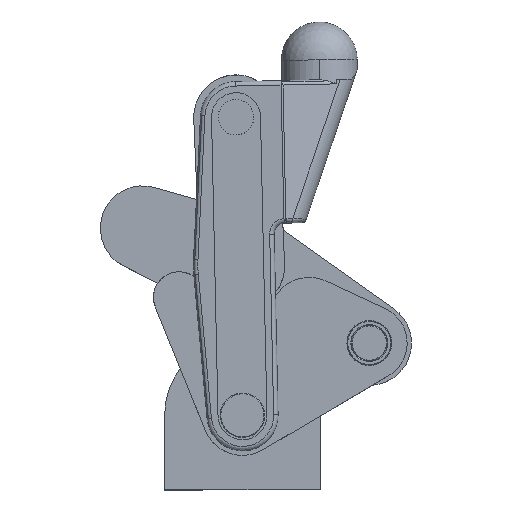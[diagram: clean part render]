
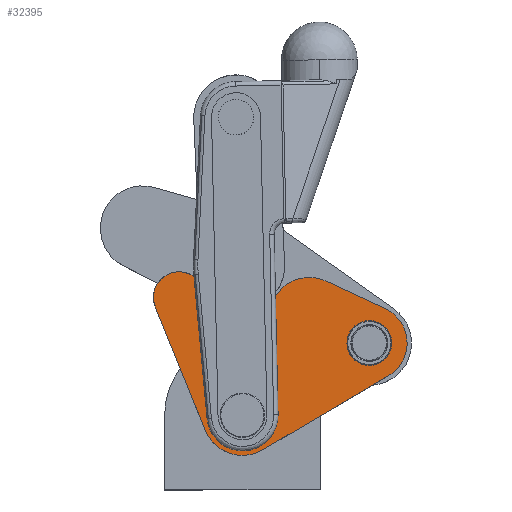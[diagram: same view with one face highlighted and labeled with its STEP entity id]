
A CAD part, top view. The second image highlights one B-rep face of the part: STEP entity #32395.
In plain terms, the highlighted planar face has unit normal (0, 0, 1).
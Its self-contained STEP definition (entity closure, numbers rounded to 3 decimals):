
#49=CARTESIAN_POINT('',(176.325,-23.719,98.095));
#50=VERTEX_POINT('',#49);
#59=CARTESIAN_POINT('',(171.947,-27.43,98.095));
#60=VERTEX_POINT('',#59);
#61=CARTESIAN_POINT('',(163.302,-12.792,98.095));
#62=DIRECTION('',(0.0,0.0,1.0));
#63=DIRECTION('',(0.766,-0.643,0.0));
#64=AXIS2_PLACEMENT_3D('',#61,#62,#63);
#65=CIRCLE('',#64,17.0);
#66=EDGE_CURVE('',#60,#50,#65,.T.);
#91=CARTESIAN_POINT('',(153.252,-12.792,98.095));
#92=VERTEX_POINT('',#91);
#101=CARTESIAN_POINT('',(173.352,-12.792,98.095));
#102=VERTEX_POINT('',#101);
#103=CARTESIAN_POINT('',(163.302,-12.792,98.095));
#104=DIRECTION('',(0.0,0.0,-1.0));
#105=DIRECTION('',(-1.0,0.0,0.0));
#106=AXIS2_PLACEMENT_3D('',#103,#104,#105);
#107=CIRCLE('',#106,10.05);
#108=EDGE_CURVE('',#102,#92,#107,.T.);
#27689=CARTESIAN_POINT('',(115.146,3.912,98.095));
#27690=VERTEX_POINT('',#27689);
#27691=CARTESIAN_POINT('',(121.236,4.044,98.095));
#27692=VERTEX_POINT('',#27691);
#27693=CARTESIAN_POINT('',(115.146,3.912,98.095));
#27694=DIRECTION('',(1.,0.022,0.0));
#27695=VECTOR('',#27694,6.091);
#27696=LINE('',#27693,#27695);
#27697=EDGE_CURVE('',#27690,#27692,#27696,.T.);
#27706=CARTESIAN_POINT('',(97.675,3.532,98.095));
#27707=VERTEX_POINT('',#27706);
#27714=CARTESIAN_POINT('',(85.779,3.274,98.095));
#27715=VERTEX_POINT('',#27714);
#27716=CARTESIAN_POINT('',(85.779,3.274,98.095));
#27717=DIRECTION('',(1.,0.022,0.0));
#27718=VECTOR('',#27717,11.899);
#27719=LINE('',#27716,#27718);
#27720=EDGE_CURVE('',#27715,#27707,#27719,.T.);
#31217=CARTESIAN_POINT('',(122.299,-44.945,98.095));
#31218=VERTEX_POINT('',#31217);
#31225=CARTESIAN_POINT('',(121.236,4.044,98.095));
#31226=DIRECTION('',(0.022,-1.,0.0));
#31227=VECTOR('',#31226,49.);
#31228=LINE('',#31225,#31227);
#31229=EDGE_CURVE('',#27692,#31218,#31228,.T.);
#31443=CARTESIAN_POINT('',(90.369,-46.754,98.095));
#31444=VERTEX_POINT('',#31443);
#31456=CARTESIAN_POINT('',(90.369,-46.754,98.095));
#31457=DIRECTION('',(-0.091,0.996,0.0));
#31458=VECTOR('',#31457,50.238);
#31459=LINE('',#31456,#31458);
#31460=EDGE_CURVE('',#31444,#27715,#31459,.T.);
#31515=CARTESIAN_POINT('',(106.302,-45.292,98.095));
#31516=DIRECTION('',(0.,0.,-1.));
#31517=DIRECTION('',(-1.,-0.022,0.));
#31518=AXIS2_PLACEMENT_3D('',#31515,#31516,#31517);
#31519=CIRCLE('',#31518,16.);
#31520=EDGE_CURVE('',#31218,#31444,#31519,.T.);
#32237=CARTESIAN_POINT('',(89.621,-52.055,98.095));
#32238=VERTEX_POINT('',#32237);
#32245=CARTESIAN_POINT('',(67.145,3.388,98.095));
#32246=VERTEX_POINT('',#32245);
#32247=CARTESIAN_POINT('',(67.145,3.388,98.095));
#32248=DIRECTION('',(0.376,-0.927,0.0));
#32249=VECTOR('',#32248,59.825);
#32250=LINE('',#32247,#32249);
#32251=EDGE_CURVE('',#32246,#32238,#32250,.T.);
#32277=CARTESIAN_POINT('',(115.455,-60.791,98.095));
#32278=VERTEX_POINT('',#32277);
#32285=CARTESIAN_POINT('',(106.302,-45.292,98.095));
#32286=DIRECTION('',(0.0,0.0,1.));
#32287=DIRECTION('',(-0.927,-0.376,0.0));
#32288=AXIS2_PLACEMENT_3D('',#32285,#32286,#32287);
#32289=CIRCLE('',#32288,18.0);
#32290=EDGE_CURVE('',#32238,#32278,#32289,.T.);
#32303=CARTESIAN_POINT('',(115.455,-60.791,98.095));
#32304=DIRECTION('',(0.861,0.509,0.0));
#32305=VECTOR('',#32304,65.607);
#32306=LINE('',#32303,#32305);
#32307=EDGE_CURVE('',#32278,#60,#32306,.T.);
#32320=CARTESIAN_POINT('',(112.696,-56.411,98.095));
#32321=DIRECTION('',(0.0,0.0,1.0));
#32322=DIRECTION('',(1.0,0.0,0.0));
#32323=AXIS2_PLACEMENT_3D('',#32320,#32321,#32322);
#32324=PLANE('',#32323);
#32325=ORIENTED_EDGE('',*,*,#27720,.T.);
#32326=CARTESIAN_POINT('',(88.104,12.819,98.095));
#32327=VERTEX_POINT('',#32326);
#32328=CARTESIAN_POINT('',(106.02,21.708,98.095));
#32329=DIRECTION('',(0.0,0.0,1.));
#32330=DIRECTION('',(-0.896,-0.444,0.0));
#32331=AXIS2_PLACEMENT_3D('',#32328,#32329,#32330);
#32332=CIRCLE('',#32331,20.);
#32333=EDGE_CURVE('',#32327,#27707,#32332,.T.);
#32334=ORIENTED_EDGE('',*,*,#32333,.F.);
#32335=CARTESIAN_POINT('',(77.802,7.708,98.095));
#32336=DIRECTION('',(0.0,0.0,-1.));
#32337=DIRECTION('',(-0.896,-0.444,0.0));
#32338=AXIS2_PLACEMENT_3D('',#32335,#32336,#32337);
#32339=CIRCLE('',#32338,11.5);
#32340=EDGE_CURVE('',#32246,#32327,#32339,.T.);
#32341=ORIENTED_EDGE('',*,*,#32340,.F.);
#32342=ORIENTED_EDGE('',*,*,#32251,.T.);
#32343=ORIENTED_EDGE('',*,*,#32290,.T.);
#32344=ORIENTED_EDGE('',*,*,#32307,.T.);
#32345=ORIENTED_EDGE('',*,*,#66,.T.);
#32346=CARTESIAN_POINT('',(170.487,2.615,98.095));
#32347=VERTEX_POINT('',#32346);
#32348=CARTESIAN_POINT('',(163.302,-12.792,98.095));
#32349=DIRECTION('',(0.0,0.0,1.0));
#32350=DIRECTION('',(0.766,-0.643,0.0));
#32351=AXIS2_PLACEMENT_3D('',#32348,#32349,#32350);
#32352=CIRCLE('',#32351,17.0);
#32353=EDGE_CURVE('',#50,#32347,#32352,.T.);
#32354=ORIENTED_EDGE('',*,*,#32353,.T.);
#32355=CARTESIAN_POINT('',(143.878,15.023,98.095));
#32356=VERTEX_POINT('',#32355);
#32357=CARTESIAN_POINT('',(143.878,15.023,98.095));
#32358=DIRECTION('',(0.906,-0.423,0.0));
#32359=VECTOR('',#32358,29.36);
#32360=LINE('',#32357,#32359);
#32361=EDGE_CURVE('',#32356,#32347,#32360,.T.);
#32362=ORIENTED_EDGE('',*,*,#32361,.F.);
#32363=CARTESIAN_POINT('',(121.942,9.604,98.095));
#32364=VERTEX_POINT('',#32363);
#32365=CARTESIAN_POINT('',(136.271,-1.29,98.095));
#32366=DIRECTION('',(0.0,0.0,-1.));
#32367=DIRECTION('',(-0.423,-0.906,0.0));
#32368=AXIS2_PLACEMENT_3D('',#32365,#32366,#32367);
#32369=CIRCLE('',#32368,18.);
#32370=EDGE_CURVE('',#32364,#32356,#32369,.T.);
#32371=ORIENTED_EDGE('',*,*,#32370,.F.);
#32372=CARTESIAN_POINT('',(106.02,21.708,98.095));
#32373=DIRECTION('',(0.0,0.0,1.));
#32374=DIRECTION('',(-0.896,-0.444,0.0));
#32375=AXIS2_PLACEMENT_3D('',#32372,#32373,#32374);
#32376=CIRCLE('',#32375,20.);
#32377=EDGE_CURVE('',#27690,#32364,#32376,.T.);
#32378=ORIENTED_EDGE('',*,*,#32377,.F.);
#32379=ORIENTED_EDGE('',*,*,#27697,.T.);
#32380=ORIENTED_EDGE('',*,*,#31229,.T.);
#32381=ORIENTED_EDGE('',*,*,#31520,.T.);
#32382=ORIENTED_EDGE('',*,*,#31460,.T.);
#32383=EDGE_LOOP('',(#32325,#32334,#32341,#32342,#32343,#32344,#32345,#32354,#32362,#32371,#32378,#32379,#32380,#32381,#32382));
#32384=FACE_OUTER_BOUND('',#32383,.T.);
#32385=ORIENTED_EDGE('',*,*,#108,.T.);
#32386=CARTESIAN_POINT('',(163.302,-12.792,98.095));
#32387=DIRECTION('',(0.0,0.0,-1.0));
#32388=DIRECTION('',(-1.0,0.0,0.0));
#32389=AXIS2_PLACEMENT_3D('',#32386,#32387,#32388);
#32390=CIRCLE('',#32389,10.05);
#32391=EDGE_CURVE('',#92,#102,#32390,.T.);
#32392=ORIENTED_EDGE('',*,*,#32391,.T.);
#32393=EDGE_LOOP('',(#32385,#32392));
#32394=FACE_BOUND('',#32393,.T.);
#32395=ADVANCED_FACE('',(#32384,#32394),#32324,.T.);
